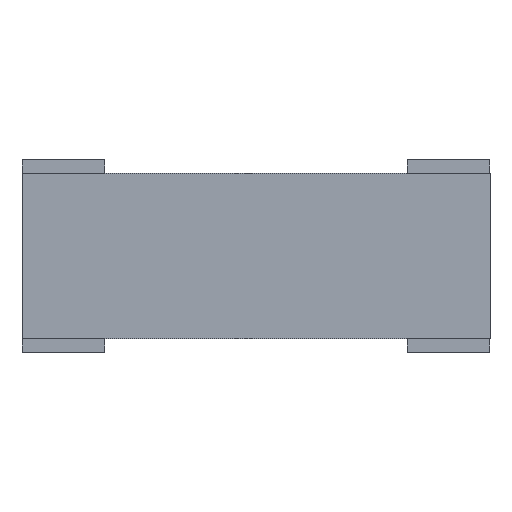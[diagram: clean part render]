
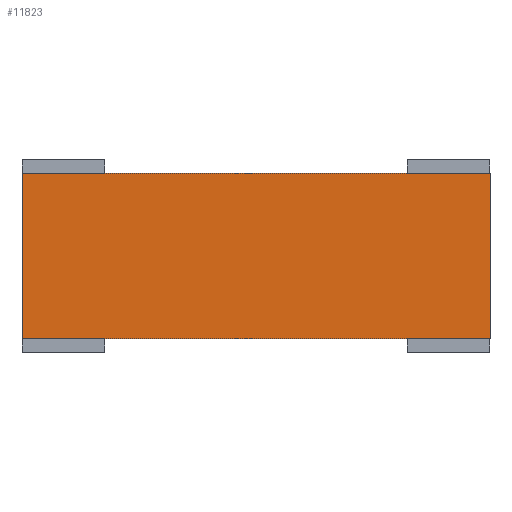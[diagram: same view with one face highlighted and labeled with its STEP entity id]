
A CAD part, front view. The second image highlights one B-rep face of the part: STEP entity #11823.
In plain terms, the highlighted planar face has unit normal (0, -1, 0).
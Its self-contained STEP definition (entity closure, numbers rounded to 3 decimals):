
#839 = EDGE_CURVE ( 'NONE', #11276, #13285, #7075, .T. ) ;
#1946 = CARTESIAN_POINT ( 'NONE',  ( -0.85, -0.45, 0.65 ) ) ;
#2224 = LINE ( 'NONE', #4663, #12893 ) ;
#4663 = CARTESIAN_POINT ( 'NONE',  ( -0.85, -0.45, 0.05 ) ) ;
#4910 = LINE ( 'NONE', #6134, #11690 ) ;
#5529 = VERTEX_POINT ( 'NONE', #12847 ) ;
#5817 = ORIENTED_EDGE ( 'NONE', *, *, #10534, .F. ) ;
#5953 = DIRECTION ( 'NONE',  ( 1., 0., 0. ) ) ;
#6134 = CARTESIAN_POINT ( 'NONE',  ( 0.85, -0.45, 0.65 ) ) ;
#6269 = AXIS2_PLACEMENT_3D ( 'NONE', #6552, #15002, #9041 ) ;
#6329 = VERTEX_POINT ( 'NONE', #8950 ) ;
#6552 = CARTESIAN_POINT ( 'NONE',  ( -0.85, -0.45, 0.65 ) ) ;
#6659 = CARTESIAN_POINT ( 'NONE',  ( -0.85, -0.45, 0.65 ) ) ;
#6714 = EDGE_LOOP ( 'NONE', ( #9457, #5817, #9901, #10854 ) ) ;
#7075 = LINE ( 'NONE', #8585, #14377 ) ;
#8585 = CARTESIAN_POINT ( 'NONE',  ( -0.85, -0.45, 0.65 ) ) ;
#8734 = VECTOR ( 'NONE', #14794, 1000. ) ;
#8950 = CARTESIAN_POINT ( 'NONE',  ( 0.85, -0.45, 0.05 ) ) ;
#9028 = CARTESIAN_POINT ( 'NONE',  ( -0.85, -0.45, 0.05 ) ) ;
#9041 = DIRECTION ( 'NONE',  ( 0., 0., 1. ) ) ;
#9071 = LINE ( 'NONE', #1946, #8734 ) ;
#9457 = ORIENTED_EDGE ( 'NONE', *, *, #10704, .T. ) ;
#9530 = DIRECTION ( 'NONE',  ( 0., 0., -1. ) ) ;
#9901 = ORIENTED_EDGE ( 'NONE', *, *, #14052, .F. ) ;
#10104 = PLANE ( 'NONE',  #6269 ) ;
#10185 = FACE_OUTER_BOUND ( 'NONE', #6714, .T. ) ;
#10534 = EDGE_CURVE ( 'NONE', #5529, #6329, #4910, .T. ) ;
#10704 = EDGE_CURVE ( 'NONE', #13285, #6329, #2224, .T. ) ;
#10854 = ORIENTED_EDGE ( 'NONE', *, *, #839, .T. ) ;
#11276 = VERTEX_POINT ( 'NONE', #6659 ) ;
#11690 = VECTOR ( 'NONE', #9530, 1000. ) ;
#11823 = ADVANCED_FACE ( 'NONE', ( #10185 ), #10104, .F. ) ;
#12244 = DIRECTION ( 'NONE',  ( 0., 0., -1. ) ) ;
#12847 = CARTESIAN_POINT ( 'NONE',  ( 0.85, -0.45, 0.65 ) ) ;
#12893 = VECTOR ( 'NONE', #5953, 1000. ) ;
#13285 = VERTEX_POINT ( 'NONE', #9028 ) ;
#14052 = EDGE_CURVE ( 'NONE', #11276, #5529, #9071, .T. ) ;
#14377 = VECTOR ( 'NONE', #12244, 1000. ) ;
#14794 = DIRECTION ( 'NONE',  ( 1., 0., 0. ) ) ;
#15002 = DIRECTION ( 'NONE',  ( 0., 1., 0. ) ) ;
